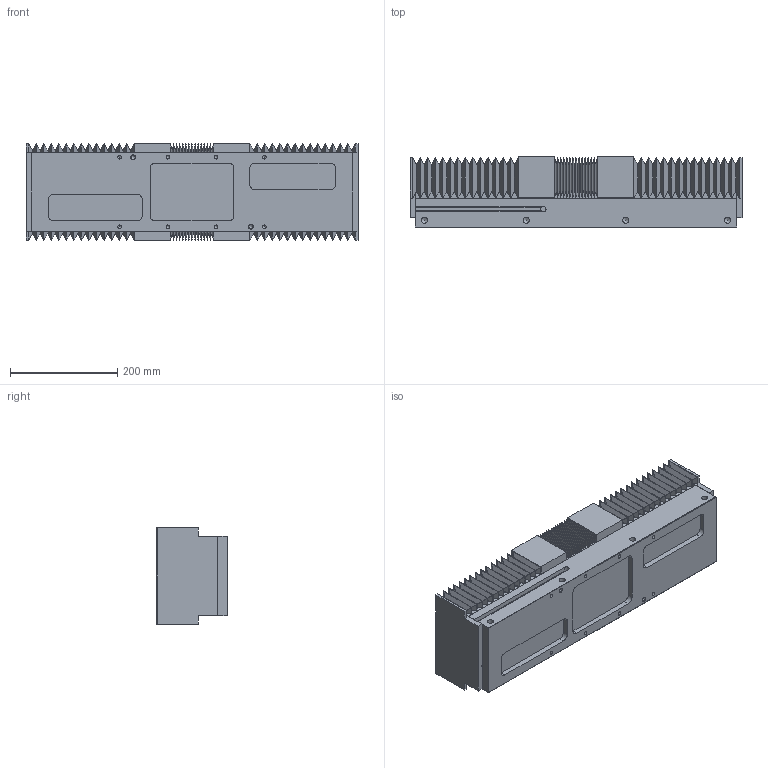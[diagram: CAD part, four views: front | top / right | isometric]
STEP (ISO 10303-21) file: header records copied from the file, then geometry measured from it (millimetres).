
FILE_DESCRIPTION(/* description */ (''),/* implementation_level */ '2;1');
FILE_NAME(/* name */ 'GPRS 60-150-S.stp',/* time_stamp */ '2019-10-11T08:32:37+02:00',/* author */ ('Tecnico'),/* organization */ (''),/* preprocessor_version */ 'ST-DEVELOPER v17',/* originating_system */ 'Autodesk Inventor 2019',/* authorisation */ '');
FILE_SCHEMA (('AUTOMOTIVE_DESIGN { 1 0 10303 214 3 1 1 }'));
Length unit declared in the file: millimetre
Products named in the file (8): GPRS 60-150; Corpo; Slitta; Staffa; gprs-60-50-PIASTRA DUST PROT; gprs-60-50-CARRELLO; gprs-60-150-SOFFIETTO 197; gprs-60-150-SOFFIETTO 80
Assembly tree (12 placements, depth 2):
  GPRS 60-150
    Corpo
    Slitta  x2
    Staffa  x2
    gprs-60-50-PIASTRA DUST PROT  x2
    gprs-60-50-CARRELLO  x2
    gprs-60-150-SOFFIETTO 197  x2
    gprs-60-150-SOFFIETTO 80
Bounding box: 620 x 132 x 180 mm (x, y, z)
Volume: 8531899 mm3; surface area: 1587165.3 mm2
Topology: 12 solids, 12 shells, 2090 faces, 5518 edges, 3469 vertices
Faces by surface type: plane 1959, cylinder 83, cone 48
Full cylindrical faces by diameter (mm): 6.647 x16, 6.8 x24, 8 x18, 10 x1, 11.445 x4
Entity records: 41111 total; most frequent: CARTESIAN_POINT 7200, ORIENTED_EDGE 7134, DIRECTION 6559, EDGE_CURVE 3567, LINE 3355, VECTOR 3355, VERTEX_POINT 2243, AXIS2_PLACEMENT_3D 1602
